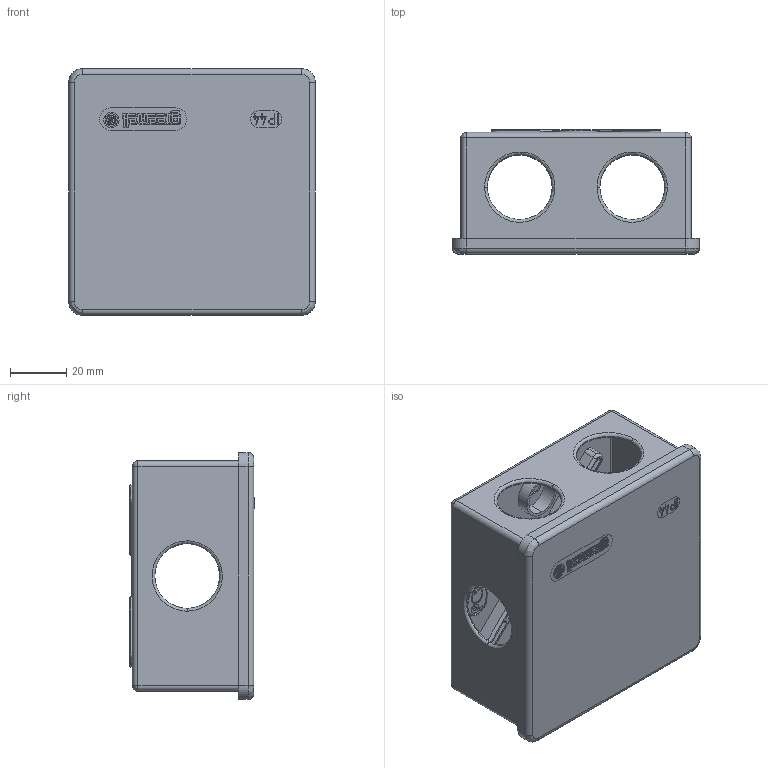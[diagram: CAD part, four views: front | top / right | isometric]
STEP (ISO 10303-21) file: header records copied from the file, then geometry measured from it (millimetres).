
FILE_DESCRIPTION (( 'STEP AP214' ), '1' );
FILE_NAME ('GE41235.STEP', '2021-11-09T09:04:50', ( '' ), ( '' ), 'SwSTEP 2.0', 'SolidWorks 2017', '' );
FILE_SCHEMA (( 'AUTOMOTIVE_DESIGN' ));
Length unit declared in the file: millimetre
Products named in the file (1): GE41235
Bounding box: 87.8 x 44.45 x 87.8 mm (x, y, z)
Volume: 39390.4 mm3; surface area: 60944.3 mm2
Topology: 18 solids, 18 shells, 1444 faces, 3618 edges, 2273 vertices
Faces by surface type: plane 768, cylinder 519, bspline 123, cone 34
Entity records: 60392 total; most frequent: CARTESIAN_POINT 10732, ORIENTED_EDGE 7218, DIRECTION 6660, EDGE_CURVE 3609, VECTOR 2500, LINE 2500, VERTEX_POINT 2273, AXIS2_PLACEMENT_3D 2080
